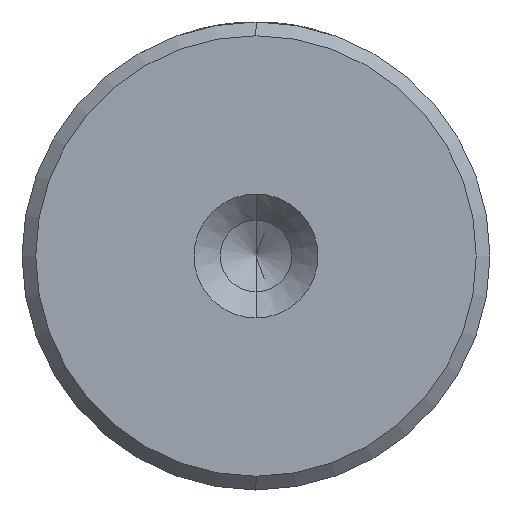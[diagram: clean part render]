
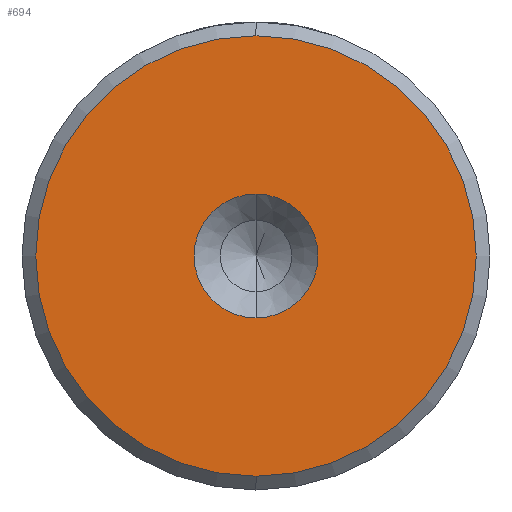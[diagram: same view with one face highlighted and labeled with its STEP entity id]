
A CAD part, left-side view. The second image highlights one B-rep face of the part: STEP entity #694.
In plain terms, the highlighted planar face has unit normal (-1, 0, 0).
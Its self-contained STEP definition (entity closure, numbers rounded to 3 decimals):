
#105 = DIRECTION ( 'NONE',  ( -1., 0., 0. ) ) ;
#144 = DIRECTION ( 'NONE',  ( 0., 0., 1. ) ) ;
#163 = CIRCLE ( 'NONE', #1617, 2.25 ) ;
#172 = DIRECTION ( 'NONE',  ( 0., 0., 1. ) ) ;
#179 = DIRECTION ( 'NONE',  ( -1., 0., 0. ) ) ;
#210 = EDGE_LOOP ( 'NONE', ( #227, #1065 ) ) ;
#227 = ORIENTED_EDGE ( 'NONE', *, *, #2212, .F. ) ;
#318 = VERTEX_POINT ( 'NONE', #1432 ) ;
#333 = DIRECTION ( 'NONE',  ( -1., 0., 0. ) ) ;
#548 = PLANE ( 'NONE',  #1771 ) ;
#580 = CARTESIAN_POINT ( 'NONE',  ( 0., 0., -8. ) ) ;
#614 = CIRCLE ( 'NONE', #1906, 8. ) ;
#630 = CIRCLE ( 'NONE', #795, 2.25 ) ;
#694 = ADVANCED_FACE ( 'NONE', ( #1729, #1265 ), #548, .T. ) ;
#746 = ORIENTED_EDGE ( 'NONE', *, *, #1067, .T. ) ;
#778 = EDGE_LOOP ( 'NONE', ( #746, #1642 ) ) ;
#792 = VERTEX_POINT ( 'NONE', #580 ) ;
#795 = AXIS2_PLACEMENT_3D ( 'NONE', #1377, #333, #1558 ) ;
#1052 = CARTESIAN_POINT ( 'NONE',  ( 0., 0., 0. ) ) ;
#1065 = ORIENTED_EDGE ( 'NONE', *, *, #1449, .F. ) ;
#1067 = EDGE_CURVE ( 'NONE', #792, #1156, #1819, .T. ) ;
#1156 = VERTEX_POINT ( 'NONE', #1310 ) ;
#1167 = CARTESIAN_POINT ( 'NONE',  ( 0., 0., 0. ) ) ;
#1207 = DIRECTION ( 'NONE',  ( -1., 0., 0. ) ) ;
#1225 = EDGE_CURVE ( 'NONE', #1156, #792, #614, .T. ) ;
#1227 = DIRECTION ( 'NONE',  ( 0., 0., 1. ) ) ;
#1265 = FACE_BOUND ( 'NONE', #210, .T. ) ;
#1310 = CARTESIAN_POINT ( 'NONE',  ( 0., 0., 8. ) ) ;
#1341 = DIRECTION ( 'NONE',  ( 0., 0., 1. ) ) ;
#1377 = CARTESIAN_POINT ( 'NONE',  ( 0., 0., 0. ) ) ;
#1407 = CARTESIAN_POINT ( 'NONE',  ( 0., 0., 0. ) ) ;
#1430 = AXIS2_PLACEMENT_3D ( 'NONE', #2236, #1207, #144 ) ;
#1432 = CARTESIAN_POINT ( 'NONE',  ( 0., 0., -2.25 ) ) ;
#1449 = EDGE_CURVE ( 'NONE', #318, #1469, #163, .T. ) ;
#1469 = VERTEX_POINT ( 'NONE', #2095 ) ;
#1558 = DIRECTION ( 'NONE',  ( 0., 0., 1. ) ) ;
#1617 = AXIS2_PLACEMENT_3D ( 'NONE', #1052, #2252, #1227 ) ;
#1642 = ORIENTED_EDGE ( 'NONE', *, *, #1225, .T. ) ;
#1729 = FACE_OUTER_BOUND ( 'NONE', #778, .T. ) ;
#1771 = AXIS2_PLACEMENT_3D ( 'NONE', #1407, #179, #172 ) ;
#1819 = CIRCLE ( 'NONE', #1430, 8. ) ;
#1906 = AXIS2_PLACEMENT_3D ( 'NONE', #1167, #105, #1341 ) ;
#2095 = CARTESIAN_POINT ( 'NONE',  ( 0., 0., 2.25 ) ) ;
#2212 = EDGE_CURVE ( 'NONE', #1469, #318, #630, .T. ) ;
#2236 = CARTESIAN_POINT ( 'NONE',  ( 0., 0., 0. ) ) ;
#2252 = DIRECTION ( 'NONE',  ( -1., 0., 0. ) ) ;
